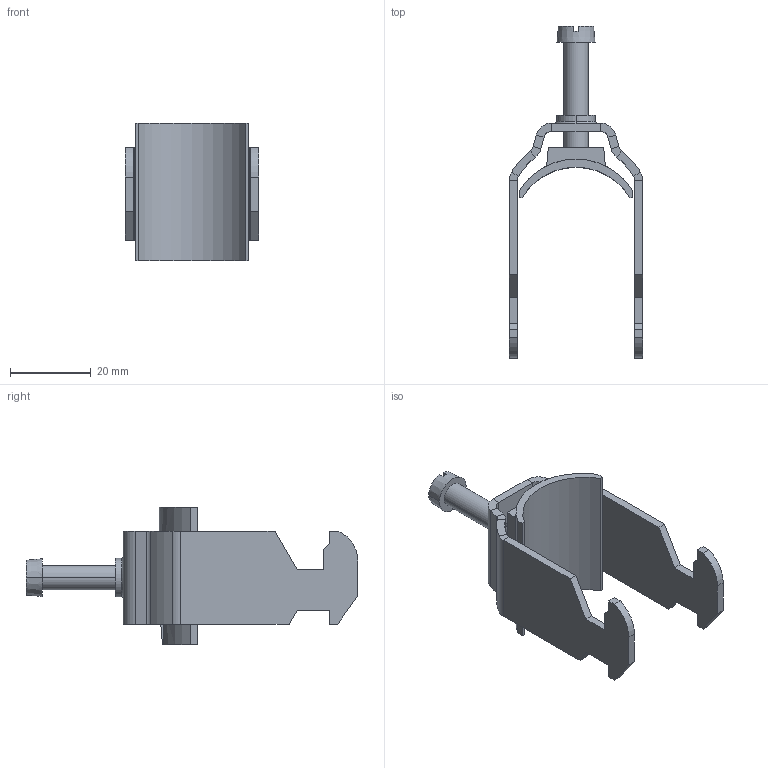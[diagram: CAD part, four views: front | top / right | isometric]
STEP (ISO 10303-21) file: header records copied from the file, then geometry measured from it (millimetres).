
FILE_DESCRIPTION (( 'STEP AP214' ), '1' );
FILE_NAME ('1183230.STP', '2016-05-18T06:30:22', ( '' ), ( '' ), 'SwSTEP 2.0', 'SolidWorks 2014', '' );
FILE_SCHEMA (( 'AUTOMOTIVE_DESIGN' ));
Length unit declared in the file: millimetre
Products named in the file (5): EB101-05-02_Standard; EB101-00-04_Standard; EB115-00-03_M6 x 26; EB101-05-01_Standard; 1183230
Assembly tree (4 placements, depth 2):
  1183230
    EB101-05-01_Standard
    EB115-00-03_M6 x 26
    EB101-00-04_Standard
    EB101-05-02_Standard
Bounding box: 33 x 82 x 34 mm (x, y, z)
Volume: 9190.6 mm3; surface area: 10566.1 mm2
Topology: 4 solids, 4 shells, 201 faces, 493 edges, 303 vertices
Faces by surface type: plane 151, cylinder 32, cone 10, torus 8
Entity records: 6021 total; most frequent: CARTESIAN_POINT 1050, DIRECTION 1005, ORIENTED_EDGE 982, EDGE_CURVE 491, VECTOR 369, LINE 369, AXIS2_PLACEMENT_3D 318, VERTEX_POINT 303
